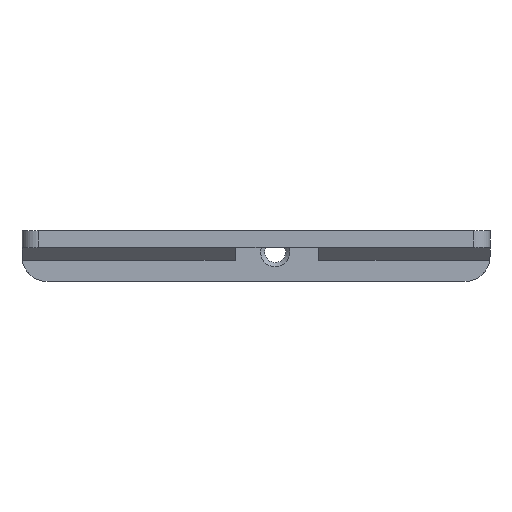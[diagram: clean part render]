
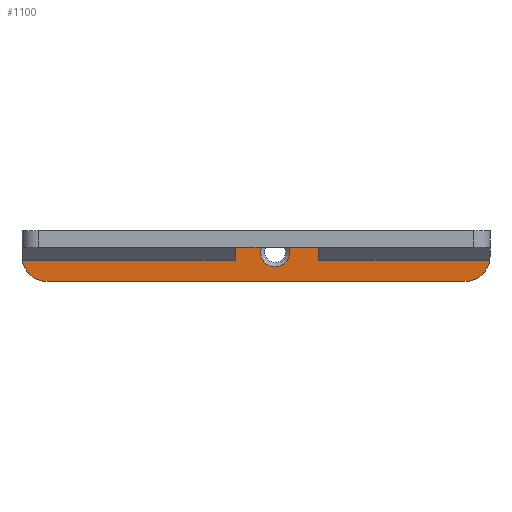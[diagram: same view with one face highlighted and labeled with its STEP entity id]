
A CAD part, top view. The second image highlights one B-rep face of the part: STEP entity #1100.
In plain terms, the highlighted planar face has unit normal (0, 0, 1).
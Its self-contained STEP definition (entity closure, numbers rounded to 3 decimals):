
#42=FACE_BOUND('',#195,.T.);
#55=PLANE('',#1208);
#112=FACE_OUTER_BOUND('',#194,.T.);
#194=EDGE_LOOP('',(#923,#924,#925,#926,#927,#928,#929,#930));
#195=EDGE_LOOP('',(#931));
#270=LINE('',#1766,#366);
#275=LINE('',#1777,#371);
#279=LINE('',#1793,#375);
#282=LINE('',#1798,#378);
#283=LINE('',#1800,#379);
#284=LINE('',#1802,#380);
#366=VECTOR('',#1441,10.);
#371=VECTOR('',#1452,10.);
#375=VECTOR('',#1468,10.);
#378=VECTOR('',#1473,10.);
#379=VECTOR('',#1474,10.);
#380=VECTOR('',#1475,10.);
#460=CIRCLE('',#1206,6.);
#461=CIRCLE('',#1209,6.);
#462=CIRCLE('',#1210,3.5);
#537=VERTEX_POINT('',#1763);
#538=VERTEX_POINT('',#1765);
#541=VERTEX_POINT('',#1776);
#545=VERTEX_POINT('',#1786);
#546=VERTEX_POINT('',#1788);
#547=VERTEX_POINT('',#1792);
#549=VERTEX_POINT('',#1799);
#550=VERTEX_POINT('',#1801);
#551=VERTEX_POINT('',#1804);
#667=EDGE_CURVE('',#537,#538,#270,.T.);
#673=EDGE_CURVE('',#538,#541,#275,.T.);
#678=EDGE_CURVE('',#545,#546,#460,.T.);
#680=EDGE_CURVE('',#546,#547,#279,.T.);
#683=EDGE_CURVE('',#541,#545,#282,.T.);
#684=EDGE_CURVE('',#537,#549,#283,.T.);
#685=EDGE_CURVE('',#550,#549,#284,.T.);
#686=EDGE_CURVE('',#547,#550,#461,.T.);
#687=EDGE_CURVE('',#551,#551,#462,.T.);
#923=ORIENTED_EDGE('',*,*,#678,.F.);
#924=ORIENTED_EDGE('',*,*,#683,.F.);
#925=ORIENTED_EDGE('',*,*,#673,.F.);
#926=ORIENTED_EDGE('',*,*,#667,.F.);
#927=ORIENTED_EDGE('',*,*,#684,.T.);
#928=ORIENTED_EDGE('',*,*,#685,.F.);
#929=ORIENTED_EDGE('',*,*,#686,.F.);
#930=ORIENTED_EDGE('',*,*,#680,.F.);
#931=ORIENTED_EDGE('',*,*,#687,.F.);
#1100=ADVANCED_FACE('',(#112,#42),#55,.T.);
#1206=AXIS2_PLACEMENT_3D('',#1789,#1463,#1464);
#1208=AXIS2_PLACEMENT_3D('',#1797,#1471,#1472);
#1209=AXIS2_PLACEMENT_3D('',#1803,#1476,#1477);
#1210=AXIS2_PLACEMENT_3D('',#1805,#1478,#1479);
#1441=DIRECTION('',(1.,0.,0.));
#1452=DIRECTION('',(0.,-1.,0.));
#1463=DIRECTION('center_axis',(0.,0.,-1.));
#1464=DIRECTION('ref_axis',(0.707,-0.707,0.));
#1468=DIRECTION('',(-1.,0.,0.));
#1471=DIRECTION('center_axis',(0.,0.,1.));
#1472=DIRECTION('ref_axis',(-1.,0.,0.));
#1473=DIRECTION('',(1.,0.,0.));
#1474=DIRECTION('',(0.,-1.,0.));
#1475=DIRECTION('',(1.,0.,0.));
#1476=DIRECTION('center_axis',(0.,0.,-1.));
#1477=DIRECTION('ref_axis',(-0.707,-0.707,0.));
#1478=DIRECTION('center_axis',(0.,0.,1.));
#1479=DIRECTION('ref_axis',(-1.,0.,0.));
#1763=CARTESIAN_POINT('',(275.,38.274,14.91));
#1765=CARTESIAN_POINT('',(295.,38.274,14.91));
#1766=CARTESIAN_POINT('',(283.719,38.274,14.91));
#1776=CARTESIAN_POINT('',(295.,31.274,14.91));
#1777=CARTESIAN_POINT('',(295.,32.274,14.91));
#1786=CARTESIAN_POINT('',(335.916,31.274,14.91));
#1788=CARTESIAN_POINT('',(330.,26.274,14.91));
#1789=CARTESIAN_POINT('Origin',(330.,32.274,14.91));
#1792=CARTESIAN_POINT('',(230.,26.274,14.91));
#1793=CARTESIAN_POINT('',(254.,26.274,14.91));
#1797=CARTESIAN_POINT('Origin',(304.575,72.274,14.91));
#1798=CARTESIAN_POINT('',(279.288,31.274,14.91));
#1799=CARTESIAN_POINT('',(275.,31.274,14.91));
#1800=CARTESIAN_POINT('',(275.,52.274,14.91));
#1801=CARTESIAN_POINT('',(224.084,31.274,14.91));
#1802=CARTESIAN_POINT('',(279.288,31.274,14.91));
#1803=CARTESIAN_POINT('Origin',(230.,32.274,14.91));
#1804=CARTESIAN_POINT('',(288.075,33.274,14.91));
#1805=CARTESIAN_POINT('Origin',(284.575,33.274,14.91));
